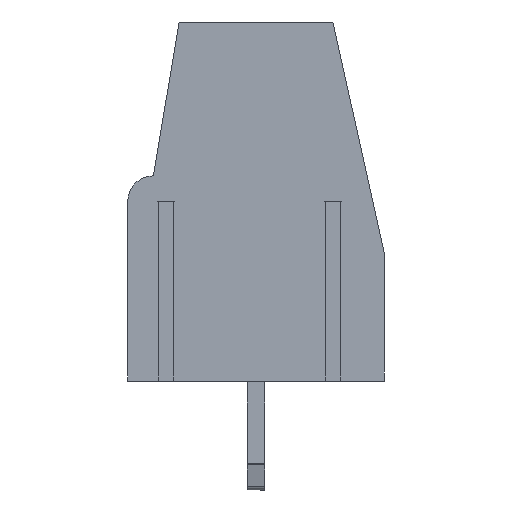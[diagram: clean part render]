
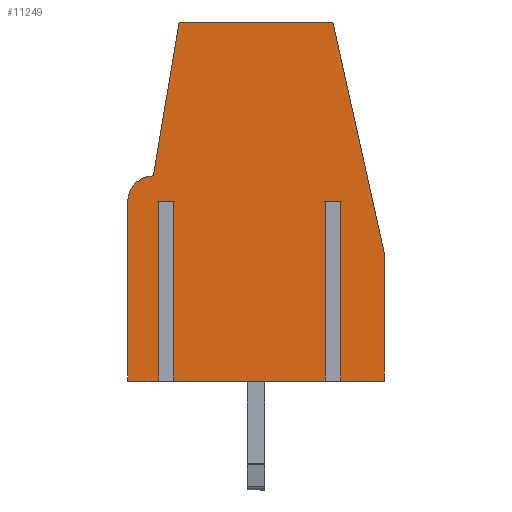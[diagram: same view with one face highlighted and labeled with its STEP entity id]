
A CAD part, left-side view. The second image highlights one B-rep face of the part: STEP entity #11249.
In plain terms, the highlighted face is planar.
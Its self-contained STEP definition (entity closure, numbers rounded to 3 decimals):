
#544=CIRCLE('',#12958,1.);
#1456=FACE_OUTER_BOUND('',#1917,.T.);
#1917=EDGE_LOOP('',(#10265,#10266,#10267,#10268,#10269,#10270,#10271,#10272,
#10273,#10274,#10275,#10276,#10277,#10278,#10279));
#3189=LINE('',#26379,#4552);
#3194=LINE('',#26390,#4557);
#3196=LINE('',#26393,#4559);
#3202=LINE('',#26407,#4565);
#3206=LINE('',#26414,#4569);
#3207=LINE('',#26416,#4570);
#3210=LINE('',#26422,#4573);
#3211=LINE('',#26423,#4574);
#3212=LINE('',#26424,#4575);
#3233=LINE('',#26467,#4596);
#3234=LINE('',#26469,#4597);
#3235=LINE('',#26471,#4598);
#3236=LINE('',#26473,#4599);
#3237=LINE('',#26476,#4600);
#4552=VECTOR('',#15883,10.);
#4557=VECTOR('',#15892,10.);
#4559=VECTOR('',#15896,10.);
#4565=VECTOR('',#15906,10.);
#4569=VECTOR('',#15912,10.);
#4570=VECTOR('',#15915,10.);
#4573=VECTOR('',#15920,10.);
#4574=VECTOR('',#15921,10.);
#4575=VECTOR('',#15922,10.);
#4596=VECTOR('',#15945,10.);
#4597=VECTOR('',#15946,10.);
#4598=VECTOR('',#15947,10.);
#4599=VECTOR('',#15948,10.);
#4600=VECTOR('',#15951,10.);
#6278=VERTEX_POINT('',#26373);
#6280=VERTEX_POINT('',#26377);
#6283=VERTEX_POINT('',#26387);
#6284=VERTEX_POINT('',#26389);
#6289=VERTEX_POINT('',#26404);
#6290=VERTEX_POINT('',#26406);
#6291=VERTEX_POINT('',#26410);
#6292=VERTEX_POINT('',#26412);
#6293=VERTEX_POINT('',#26418);
#6294=VERTEX_POINT('',#26420);
#6315=VERTEX_POINT('',#26466);
#6316=VERTEX_POINT('',#26468);
#6317=VERTEX_POINT('',#26470);
#6318=VERTEX_POINT('',#26472);
#6319=VERTEX_POINT('',#26474);
#8068=EDGE_CURVE('',#6278,#6280,#3189,.T.);
#8073=EDGE_CURVE('',#6284,#6283,#3194,.T.);
#8075=EDGE_CURVE('',#6280,#6284,#3196,.T.);
#8081=EDGE_CURVE('',#6290,#6289,#3202,.T.);
#8085=EDGE_CURVE('',#6291,#6292,#3206,.T.);
#8086=EDGE_CURVE('',#6292,#6290,#3207,.T.);
#8089=EDGE_CURVE('',#6289,#6294,#3210,.T.);
#8090=EDGE_CURVE('',#6283,#6291,#3211,.T.);
#8091=EDGE_CURVE('',#6293,#6278,#3212,.T.);
#8112=EDGE_CURVE('',#6294,#6315,#3233,.T.);
#8113=EDGE_CURVE('',#6315,#6316,#3234,.T.);
#8114=EDGE_CURVE('',#6316,#6317,#3235,.T.);
#8115=EDGE_CURVE('',#6317,#6318,#3236,.T.);
#8116=EDGE_CURVE('',#6318,#6319,#544,.T.);
#8117=EDGE_CURVE('',#6319,#6293,#3237,.T.);
#10265=ORIENTED_EDGE('',*,*,#8073,.T.);
#10266=ORIENTED_EDGE('',*,*,#8090,.T.);
#10267=ORIENTED_EDGE('',*,*,#8085,.T.);
#10268=ORIENTED_EDGE('',*,*,#8086,.T.);
#10269=ORIENTED_EDGE('',*,*,#8081,.T.);
#10270=ORIENTED_EDGE('',*,*,#8089,.T.);
#10271=ORIENTED_EDGE('',*,*,#8112,.T.);
#10272=ORIENTED_EDGE('',*,*,#8113,.T.);
#10273=ORIENTED_EDGE('',*,*,#8114,.T.);
#10274=ORIENTED_EDGE('',*,*,#8115,.T.);
#10275=ORIENTED_EDGE('',*,*,#8116,.T.);
#10276=ORIENTED_EDGE('',*,*,#8117,.T.);
#10277=ORIENTED_EDGE('',*,*,#8091,.T.);
#10278=ORIENTED_EDGE('',*,*,#8068,.T.);
#10279=ORIENTED_EDGE('',*,*,#8075,.T.);
#10810=PLANE('',#12957);
#11249=ADVANCED_FACE('',(#1456),#10810,.F.);
#12957=AXIS2_PLACEMENT_3D('',#26465,#15943,#15944);
#12958=AXIS2_PLACEMENT_3D('',#26475,#15949,#15950);
#15883=DIRECTION('',(0.,1.,0.));
#15892=DIRECTION('',(0.,-1.,0.));
#15896=DIRECTION('',(-1.,0.,0.));
#15906=DIRECTION('',(0.,-1.,0.));
#15912=DIRECTION('',(0.,1.,0.));
#15915=DIRECTION('',(-1.,0.,0.));
#15920=DIRECTION('',(-1.,0.,0.));
#15921=DIRECTION('',(-1.,0.,0.));
#15922=DIRECTION('',(-1.,0.,0.));
#15943=DIRECTION('center_axis',(0.,0.,
1.));
#15944=DIRECTION('ref_axis',(1.,0.,0.));
#15945=DIRECTION('',(0.,1.,0.));
#15946=DIRECTION('',(0.217,0.976,0.));
#15947=DIRECTION('',(1.,0.,0.));
#15948=DIRECTION('',(0.164,-0.986,0.));
#15949=DIRECTION('center_axis',(0.,0.,
-1.));
#15950=DIRECTION('ref_axis',(1.,0.,0.));
#15951=DIRECTION('',(0.,-1.,0.));
#26373=CARTESIAN_POINT('',(8.8,0.,4.96));
#26377=CARTESIAN_POINT('',(8.8,7.,4.96));
#26379=CARTESIAN_POINT('',(8.8,2.75,4.96));
#26387=CARTESIAN_POINT('',(8.2,0.,4.96));
#26389=CARTESIAN_POINT('',(8.2,7.,4.96));
#26390=CARTESIAN_POINT('',(8.2,2.75,4.96));
#26393=CARTESIAN_POINT('',(5.,7.,4.96));
#26404=CARTESIAN_POINT('',(1.7,0.,4.96));
#26406=CARTESIAN_POINT('',(1.7,7.,4.96));
#26407=CARTESIAN_POINT('',(1.7,2.75,4.96));
#26410=CARTESIAN_POINT('',(2.3,0.,4.96));
#26412=CARTESIAN_POINT('',(2.3,7.,4.96));
#26414=CARTESIAN_POINT('',(2.3,2.75,4.96));
#26416=CARTESIAN_POINT('',(5.,7.,4.96));
#26418=CARTESIAN_POINT('',(10.,0.,4.96));
#26420=CARTESIAN_POINT('',(0.,0.,4.96));
#26422=CARTESIAN_POINT('',(2.75,0.,4.96));
#26423=CARTESIAN_POINT('',(2.75,0.,4.96));
#26424=CARTESIAN_POINT('',(2.75,0.,4.96));
#26465=CARTESIAN_POINT('Origin',(5.5,5.5,4.96));
#26466=CARTESIAN_POINT('',(0.,5.,4.96));
#26467=CARTESIAN_POINT('',(0.,5.25,4.96));
#26468=CARTESIAN_POINT('',(2.,14.,4.96));
#26469=CARTESIAN_POINT('',(1.182,10.321,4.96));
#26470=CARTESIAN_POINT('',(8.,14.,4.96));
#26471=CARTESIAN_POINT('',(6.75,14.,4.96));
#26472=CARTESIAN_POINT('',(9.,8.,4.96));
#26473=CARTESIAN_POINT('',(9.155,7.068,4.96));
#26474=CARTESIAN_POINT('',(10.,7.,4.96));
#26475=CARTESIAN_POINT('Origin',(9.,7.,4.96));
#26476=CARTESIAN_POINT('',(10.,2.75,4.96));
